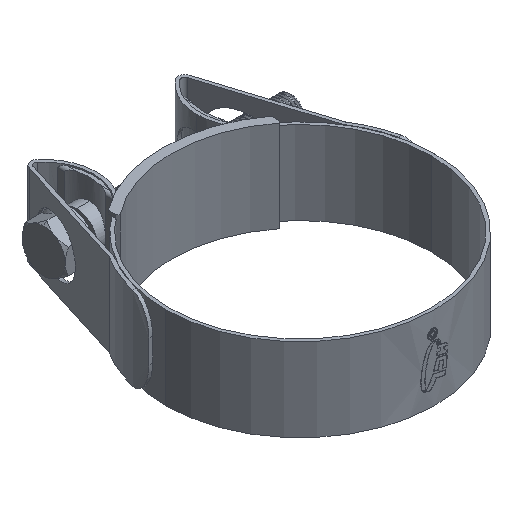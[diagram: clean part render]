
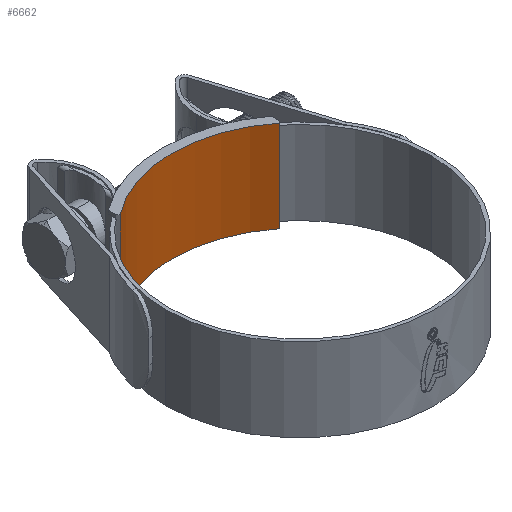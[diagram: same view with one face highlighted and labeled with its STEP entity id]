
A CAD part, isometric view. The second image highlights one B-rep face of the part: STEP entity #6662.
In plain terms, the highlighted cylindrical face has radius 38.5 mm (diameter 77 mm), a partial arc.
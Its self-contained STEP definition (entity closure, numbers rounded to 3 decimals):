
#974 = VECTOR ( 'NONE', #1043, 1000. ) ;
#986 = EDGE_CURVE ( 'NONE', #7410, #31549, #6042, .T. ) ;
#1043 = DIRECTION ( 'NONE',  ( 0., 0., 1. ) ) ;
#2129 = AXIS2_PLACEMENT_3D ( 'NONE', #21288, #21105, #11758 ) ;
#2853 = CYLINDRICAL_SURFACE ( 'NONE', #3378, 38.5 ) ;
#3180 = CARTESIAN_POINT ( 'NONE',  ( 23.897, 30.186, 12.75 ) ) ;
#3378 = AXIS2_PLACEMENT_3D ( 'NONE', #8937, #32223, #14464 ) ;
#4468 = ORIENTED_EDGE ( 'NONE', *, *, #8507, .F. ) ;
#4653 = EDGE_CURVE ( 'NONE', #31785, #31549, #11853, .T. ) ;
#5695 = DIRECTION ( 'NONE',  ( 0., 0., 1. ) ) ;
#6042 = LINE ( 'NONE', #3180, #26709 ) ;
#6662 = ADVANCED_FACE ( 'NONE', ( #28992 ), #2853, .F. ) ;
#7410 = VERTEX_POINT ( 'NONE', #22906 ) ;
#8507 = EDGE_CURVE ( 'NONE', #20868, #31785, #10360, .T. ) ;
#8937 = CARTESIAN_POINT ( 'NONE',  ( 0., 0., 12.75 ) ) ;
#9337 = ORIENTED_EDGE ( 'NONE', *, *, #4653, .F. ) ;
#10360 = LINE ( 'NONE', #27183, #974 ) ;
#11758 = DIRECTION ( 'NONE',  ( 1., 0., 0. ) ) ;
#11853 = CIRCLE ( 'NONE', #2129, 38.5 ) ;
#14464 = DIRECTION ( 'NONE',  ( 1., 0., 0. ) ) ;
#15565 = CIRCLE ( 'NONE', #35706, 38.5 ) ;
#15896 = CARTESIAN_POINT ( 'NONE',  ( -23.897, 30.186, 13.75 ) ) ;
#19143 = CARTESIAN_POINT ( 'NONE',  ( 23.897, 30.186, 13.75 ) ) ;
#20174 = CARTESIAN_POINT ( 'NONE',  ( 0., 0., -13.75 ) ) ;
#20868 = VERTEX_POINT ( 'NONE', #32659 ) ;
#20898 = DIRECTION ( 'NONE',  ( 0., 0., 1. ) ) ;
#21105 = DIRECTION ( 'NONE',  ( 0., 0., -1. ) ) ;
#21288 = CARTESIAN_POINT ( 'NONE',  ( 0., 0., 13.75 ) ) ;
#22906 = CARTESIAN_POINT ( 'NONE',  ( 23.897, 30.186, -13.75 ) ) ;
#23100 = ORIENTED_EDGE ( 'NONE', *, *, #986, .T. ) ;
#26709 = VECTOR ( 'NONE', #20898, 1000. ) ;
#27183 = CARTESIAN_POINT ( 'NONE',  ( -23.897, 30.186, 12.75 ) ) ;
#28992 = FACE_OUTER_BOUND ( 'NONE', #36634, .T. ) ;
#30887 = EDGE_CURVE ( 'NONE', #7410, #20868, #15565, .T. ) ;
#31261 = ORIENTED_EDGE ( 'NONE', *, *, #30887, .F. ) ;
#31549 = VERTEX_POINT ( 'NONE', #19143 ) ;
#31785 = VERTEX_POINT ( 'NONE', #15896 ) ;
#32223 = DIRECTION ( 'NONE',  ( 0., 0., 1. ) ) ;
#32659 = CARTESIAN_POINT ( 'NONE',  ( -23.897, 30.186, -13.75 ) ) ;
#34524 = DIRECTION ( 'NONE',  ( 1., 0., 0. ) ) ;
#35706 = AXIS2_PLACEMENT_3D ( 'NONE', #20174, #5695, #34524 ) ;
#36634 = EDGE_LOOP ( 'NONE', ( #9337, #4468, #31261, #23100 ) ) ;
